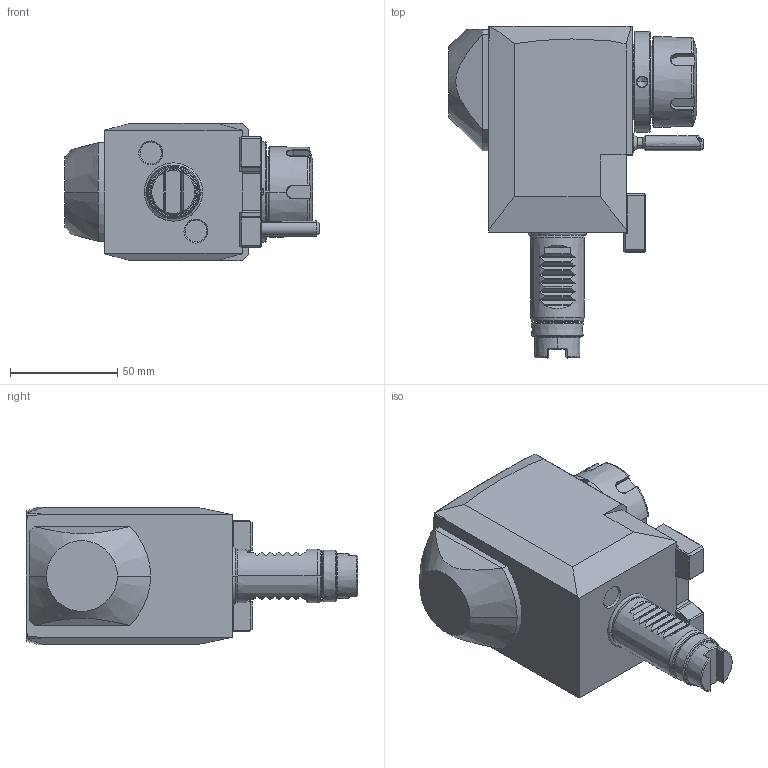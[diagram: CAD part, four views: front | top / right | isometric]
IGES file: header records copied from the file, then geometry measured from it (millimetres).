
Start section:  PTC IGES file: ngt1_25_261_25_2_3_70.igs
Global section: file name: ngt1_25_261_25_2_3_70.igs; native system: Pro/ENGINEER by Parametric Technology Corporation; preprocessor: 2010280; author: vali; organization: Unknown; date: 20241220.125948; units: millimetre
Bounding box: 118.33 x 154.5 x 64 mm (x, y, z)
Volume: 505454.9 mm3; surface area: 49640.1 mm2
Topology: 1 solids, 1 shells, 418 faces, 1061 edges, 653 vertices
Faces by surface type: bspline 266, revolution 150, extrusion 2
